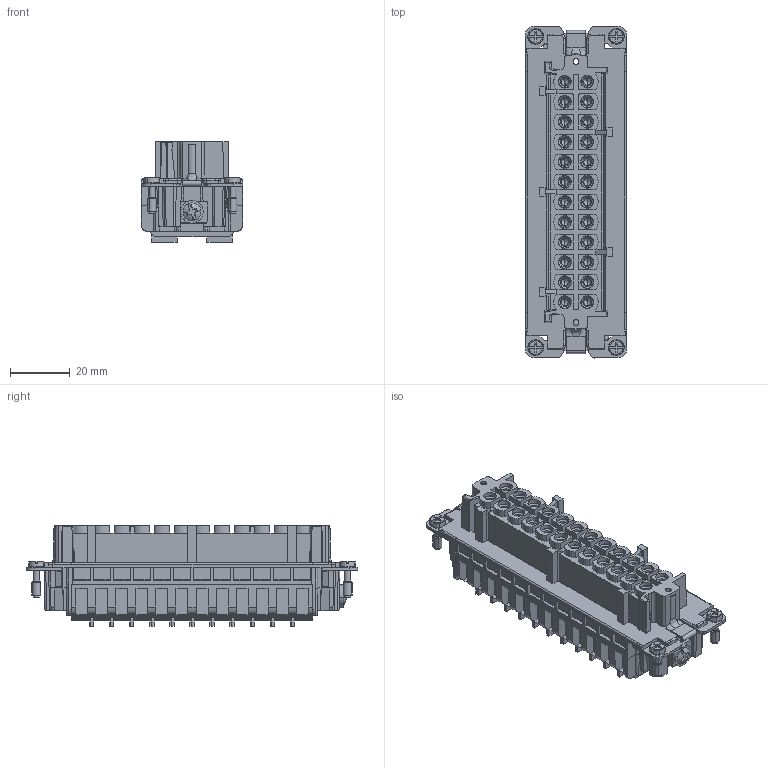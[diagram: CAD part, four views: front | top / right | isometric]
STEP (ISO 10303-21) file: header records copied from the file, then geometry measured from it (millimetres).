
FILE_DESCRIPTION(('CATIA V5 STEP Exchange','CAx-IF Rec.Pracs.--- Model Styling and Organization---1.5--- 2016-08-15','CAx-IF Rec.Pracs.---Supplemental Geometry---1.0---2011-11-01','CAx-IF Rec.Pracs.--- Composite Materials ---1.1---2010-07-15'),'2;1');
FILE_NAME ('1968687-3_0', '2025-04-28T12:48:01+00:00', ('none'), ('Weidmueller'), 'CATIA Version 5-6 Release 2022 SP4 HF5', 'CATIA V5 STEP AP214 v3', 'none');
FILE_SCHEMA(('AUTOMOTIVE_DESIGN { 1 0 10303 214 1 1 1 1 }'));
Products named in the file (1): 3001270000
Bounding box: 34 x 111 x 33.75 mm (x, y, z)
Volume: 66367.9 mm3; surface area: 34766.2 mm2
Topology: 1 solids, 119 shells, 3221 faces, 8889 edges, 5960 vertices
Faces by surface type: plane 2048, cylinder 585, cone 430, extrusion 64, torus 44, bspline 26, sphere 16, revolution 8
Entity records: 95072 total; most frequent: CARTESIAN_POINT 22639, ORIENTED_EDGE 17658, DIRECTION 10298, EDGE_CURVE 8829, VECTOR 6631, LINE 6567, VERTEX_POINT 5960, EDGE_LOOP 3453
